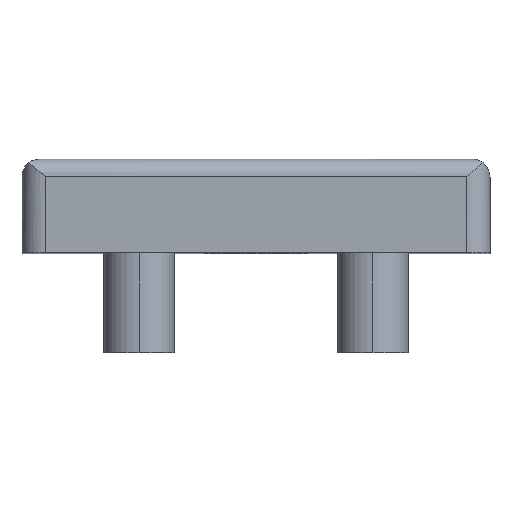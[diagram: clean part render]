
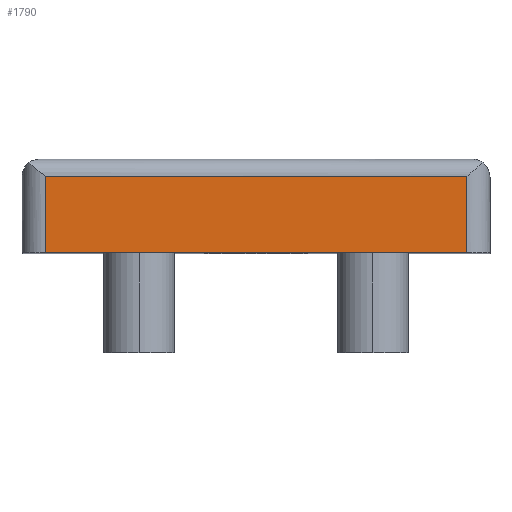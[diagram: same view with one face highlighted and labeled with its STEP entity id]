
A CAD part, top view. The second image highlights one B-rep face of the part: STEP entity #1790.
In plain terms, the highlighted planar face has unit normal (0, 0, 1).
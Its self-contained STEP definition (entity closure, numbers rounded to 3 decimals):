
#97 = ORIENTED_EDGE ( 'NONE', *, *, #292, .T. ) ;
#105 = DIRECTION ( 'NONE',  ( 0., -1., 0. ) ) ;
#192 = AXIS2_PLACEMENT_3D ( 'NONE', #378, #993, #253 ) ;
#199 = CARTESIAN_POINT ( 'NONE',  ( 36., 0., 40. ) ) ;
#226 = ORIENTED_EDGE ( 'NONE', *, *, #1465, .T. ) ;
#238 = PLANE ( 'NONE',  #192 ) ;
#253 = DIRECTION ( 'NONE',  ( 1., 0., 0. ) ) ;
#279 = CARTESIAN_POINT ( 'NONE',  ( 36., 0., 40. ) ) ;
#292 = EDGE_CURVE ( 'NONE', #884, #601, #478, .T. ) ;
#319 = VERTEX_POINT ( 'NONE', #199 ) ;
#350 = FACE_OUTER_BOUND ( 'NONE', #521, .T. ) ;
#378 = CARTESIAN_POINT ( 'NONE',  ( 41., 0., 40. ) ) ;
#478 = LINE ( 'NONE', #1717, #1559 ) ;
#486 = LINE ( 'NONE', #1820, #1015 ) ;
#488 = EDGE_CURVE ( 'NONE', #601, #319, #1793, .T. ) ;
#512 = EDGE_CURVE ( 'NONE', #1058, #319, #818, .T. ) ;
#521 = EDGE_LOOP ( 'NONE', ( #824, #226, #97, #1967 ) ) ;
#601 = VERTEX_POINT ( 'NONE', #1964 ) ;
#622 = VECTOR ( 'NONE', #105, 1000. ) ;
#654 = DIRECTION ( 'NONE',  ( 0., -1., 0. ) ) ;
#818 = LINE ( 'NONE', #279, #622 ) ;
#824 = ORIENTED_EDGE ( 'NONE', *, *, #512, .F. ) ;
#884 = VERTEX_POINT ( 'NONE', #1255 ) ;
#993 = DIRECTION ( 'NONE',  ( 0., 0., 1. ) ) ;
#1015 = VECTOR ( 'NONE', #1535, 1000. ) ;
#1058 = VERTEX_POINT ( 'NONE', #1293 ) ;
#1123 = VECTOR ( 'NONE', #1919, 1000. ) ;
#1255 = CARTESIAN_POINT ( 'NONE',  ( -36., 13., 40. ) ) ;
#1288 = CARTESIAN_POINT ( 'NONE',  ( 0., 0., 40. ) ) ;
#1293 = CARTESIAN_POINT ( 'NONE',  ( 36., 13., 40. ) ) ;
#1465 = EDGE_CURVE ( 'NONE', #1058, #884, #486, .T. ) ;
#1535 = DIRECTION ( 'NONE',  ( -1., 0., 0. ) ) ;
#1559 = VECTOR ( 'NONE', #654, 1000. ) ;
#1717 = CARTESIAN_POINT ( 'NONE',  ( -36., 0., 40. ) ) ;
#1790 = ADVANCED_FACE ( 'NONE', ( #350 ), #238, .T. ) ;
#1793 = LINE ( 'NONE', #1288, #1123 ) ;
#1820 = CARTESIAN_POINT ( 'NONE',  ( 41., 13., 40. ) ) ;
#1919 = DIRECTION ( 'NONE',  ( 1., 0., 0. ) ) ;
#1964 = CARTESIAN_POINT ( 'NONE',  ( -36., 0., 40. ) ) ;
#1967 = ORIENTED_EDGE ( 'NONE', *, *, #488, .T. ) ;
